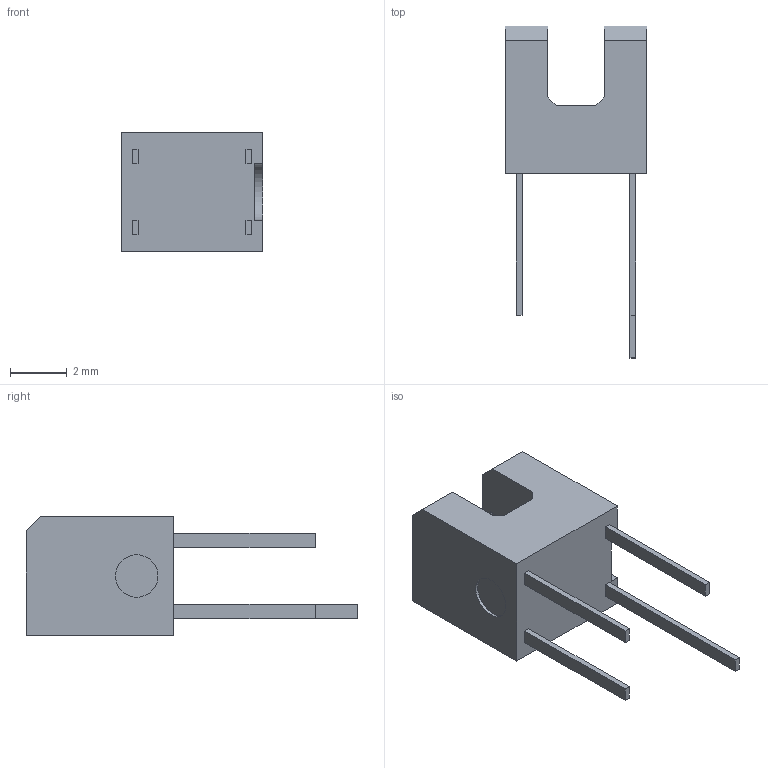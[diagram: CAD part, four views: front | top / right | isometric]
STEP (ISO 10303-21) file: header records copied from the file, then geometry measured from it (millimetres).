
FILE_DESCRIPTION (( 'STEP AP203' ), '1' );
FILE_NAME ('EE_SX1103.step', '2015-01-29T09:11:26', ( 'OSMC1.0 ' ), ( ' ' ), 'SwSTEP 2.0', 'SolidWorks 2002025', '' );
FILE_SCHEMA (( 'CONFIG_CONTROL_DESIGN' ));
Length unit declared in the file: millimetre
Products named in the file (1): EE_SX1103
Bounding box: 5 x 11.7 x 4.2 mm (x, y, z)
Volume: 86.1 mm3; surface area: 180.1 mm2
Topology: 1 solids, 1 shells, 54 faces, 132 edges, 88 vertices
Faces by surface type: plane 49, cylinder 5
Entity records: 1643 total; most frequent: CARTESIAN_POINT 275, ORIENTED_EDGE 264, DIRECTION 252, EDGE_CURVE 132, LINE 122, VECTOR 122, VERTEX_POINT 88, AXIS2_PLACEMENT_3D 65
